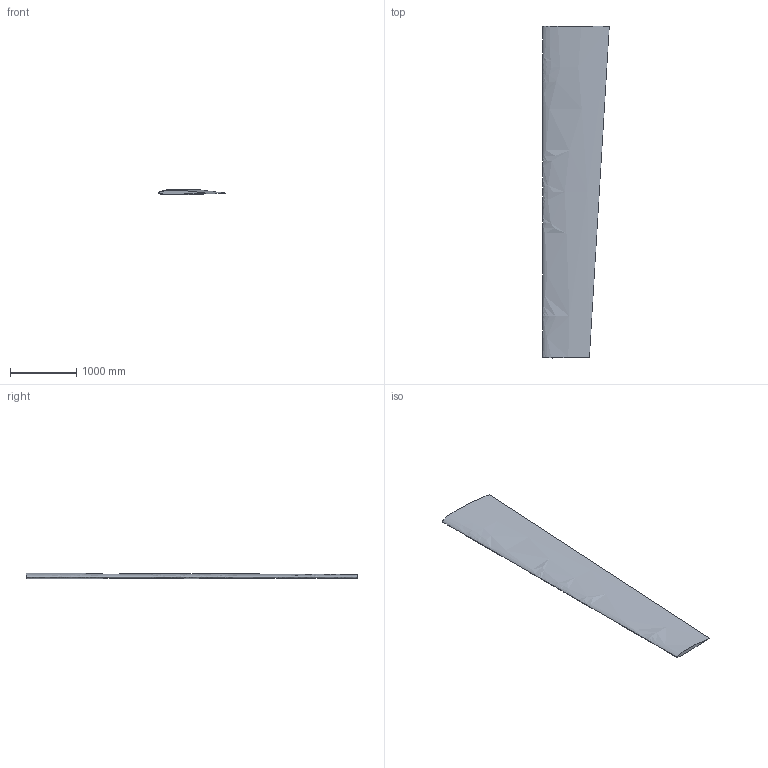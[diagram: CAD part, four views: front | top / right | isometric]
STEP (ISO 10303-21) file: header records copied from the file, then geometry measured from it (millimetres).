
FILE_DESCRIPTION(('Open CASCADE Model'),'2;1');
FILE_NAME('Open CASCADE Shape Model','2024-10-07T21:18:36',('Author'),( 'Open CASCADE'),'Open CASCADE STEP processor 7.7','Open CASCADE 7.7' ,'Unknown');
FILE_SCHEMA(('AUTOMOTIVE_DESIGN { 1 0 10303 214 1 1 1 1 }'));
Length unit declared in the file: millimetre
Products named in the file (1): Open CASCADE STEP translator 7.7 7
Bounding box: 1000 x 5000 x 86.3 mm (x, y, z)
Volume: 176719761 mm3; surface area: 8712199.3 mm2
Topology: 1 solids, 1 shells, 3 faces, 3 edges, 2 vertices
Faces by surface type: plane 2, bspline 1
Entity records: 472 total; most frequent: CARTESIAN_POINT 396, DIRECTION 9, ORIENTED_EDGE 6, B_SPLINE_CURVE_WITH_KNOTS 6, PCURVE 6, DEFINITIONAL_REPRESENTATION 6, AXIS2_PLACEMENT_3D 3, ADVANCED_FACE 3
